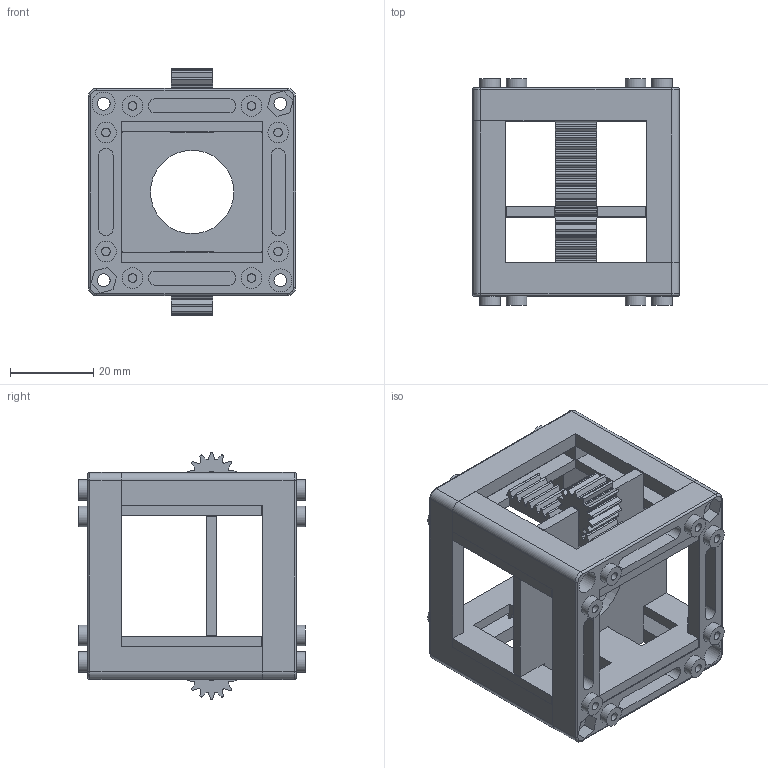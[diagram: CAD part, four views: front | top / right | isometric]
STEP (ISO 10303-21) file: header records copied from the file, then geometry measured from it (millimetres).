
FILE_DESCRIPTION(/* description */ (''),/* implementation_level */ '2;1');
FILE_NAME(/* name */ 'Assembly_Cube_focusing_v3.iam.step',/* time_stamp */ '2022-11-29T09:04:45+01:00',/* author */ ('UC2'),/* organization */ (''),/* preprocessor_version */ 'ST-DEVELOPER v18.1',/* originating_system */ 'Autodesk Inventor 2022',/* authorisation */ '');
FILE_SCHEMA (('AUTOMOTIVE_DESIGN { 1 0 10303 214 3 1 1 }'));
Length unit declared in the file: millimetre
Products named in the file (6): Assembly_Cube_focusing_v3; Assembly_Cube_empty_IM_v3; 10_Cube_1x1_IM; 20_Cube_Insert_focusing_holder_v3; 20_Cube_Insert_focusing_rail_v3; 30_Cube_Z_Focus_MGN12_manual_gear_v3
Assembly tree (8 placements, depth 3):
  Assembly_Cube_focusing_v3
    Assembly_Cube_empty_IM_v3
      10_Cube_1x1_IM  x2
    20_Cube_Insert_focusing_rail_v3  x2
    20_Cube_Insert_focusing_holder_v3
    30_Cube_Z_Focus_MGN12_manual_gear_v3  x2
Bounding box: 49.84 x 54.5 x 59.38 mm (x, y, z)
Volume: 35387.8 mm3; surface area: 32959.1 mm2
Topology: 7 solids, 7 shells, 719 faces, 1933 edges, 1278 vertices
Faces by surface type: plane 406, cylinder 305, torus 8
Full cylindrical faces by diameter (mm): 2.05 x16, 2.5 x4, 3 x2, 3.1 x8, 4.95 x16, 5.5 x4, 20 x1
Entity records: 12266 total; most frequent: DIRECTION 2142, CARTESIAN_POINT 2099, ORIENTED_EDGE 2052, EDGE_CURVE 1026, AXIS2_PLACEMENT_3D 719, LINE 704, VECTOR 704, VERTEX_POINT 676
